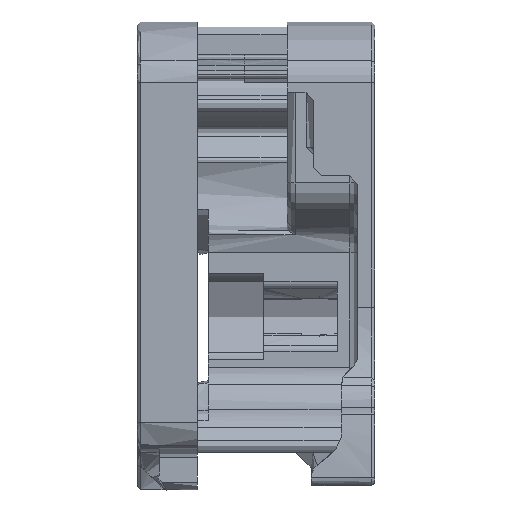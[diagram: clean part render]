
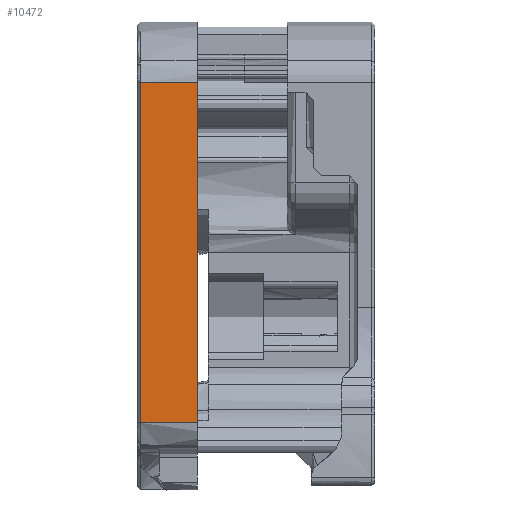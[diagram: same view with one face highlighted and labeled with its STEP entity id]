
A CAD part, left-side view. The second image highlights one B-rep face of the part: STEP entity #10472.
In plain terms, the highlighted face is planar.
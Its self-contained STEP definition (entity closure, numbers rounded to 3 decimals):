
#1305=FACE_OUTER_BOUND('',#1912,.T.);
#1912=EDGE_LOOP('',(#7377,#7378,#7379,#7380));
#2573=LINE('',#18646,#3263);
#2579=LINE('',#18670,#3269);
#2616=LINE('',#18996,#3306);
#2617=LINE('',#18997,#3307);
#3263=VECTOR('',#12498,10.);
#3269=VECTOR('',#12522,10.);
#3306=VECTOR('',#12773,10.);
#3307=VECTOR('',#12774,10.);
#4271=VERTEX_POINT('',#17951);
#4274=VERTEX_POINT('',#17963);
#4334=VERTEX_POINT('',#18644);
#4343=VERTEX_POINT('',#18669);
#5449=EDGE_CURVE('',#4274,#4334,#2573,.T.);
#5460=EDGE_CURVE('',#4343,#4271,#2579,.T.);
#5571=EDGE_CURVE('',#4343,#4334,#2616,.T.);
#5572=EDGE_CURVE('',#4274,#4271,#2617,.T.);
#7377=ORIENTED_EDGE('',*,*,#5449,.T.);
#7378=ORIENTED_EDGE('',*,*,#5571,.F.);
#7379=ORIENTED_EDGE('',*,*,#5460,.T.);
#7380=ORIENTED_EDGE('',*,*,#5572,.F.);
#10189=PLANE('',#11210);
#10472=ADVANCED_FACE('',(#1305),#10189,.T.);
#11210=AXIS2_PLACEMENT_3D('',#18995,#12771,#12772);
#12498=DIRECTION('',(1.,0.,0.));
#12522=DIRECTION('',(-1.,0.,0.));
#12771=DIRECTION('center_axis',(0.,1.,0.));
#12772=DIRECTION('ref_axis',(1.,0.,0.));
#12773=DIRECTION('',(0.,0.,1.));
#12774=DIRECTION('',(0.,0.,-1.));
#17951=CARTESIAN_POINT('',(-21.8,177.564,-104.069));
#17963=CARTESIAN_POINT('',(-21.8,177.564,-60.578));
#18644=CARTESIAN_POINT('',(-14.5,177.564,-60.578));
#18646=CARTESIAN_POINT('',(-14.495,177.564,-60.578));
#18669=CARTESIAN_POINT('',(-14.5,177.564,-104.069));
#18670=CARTESIAN_POINT('',(-14.5,177.564,-104.069));
#18995=CARTESIAN_POINT('Origin',(-18.15,177.564,-82.324));
#18996=CARTESIAN_POINT('',(-14.5,177.564,-81.864));
#18997=CARTESIAN_POINT('',(-21.8,177.564,-82.324));
